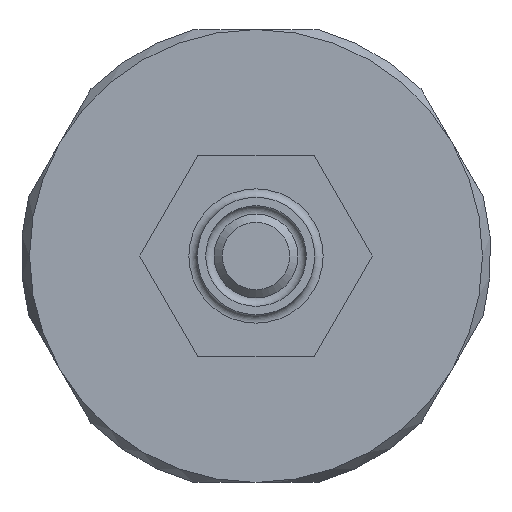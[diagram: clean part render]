
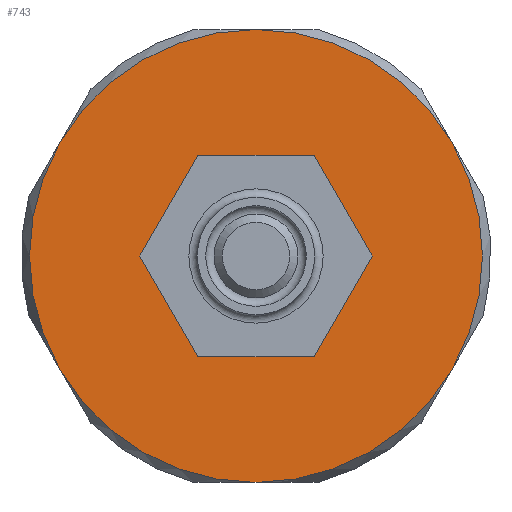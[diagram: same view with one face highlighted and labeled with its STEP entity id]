
A CAD part, left-side view. The second image highlights one B-rep face of the part: STEP entity #743.
In plain terms, the highlighted planar face has unit normal (-1, 0, 0).
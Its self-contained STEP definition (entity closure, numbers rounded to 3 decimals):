
#35=PLANE('',#840);
#58=LINE('',#1315,#88);
#62=LINE('',#1324,#92);
#65=LINE('',#1330,#95);
#68=LINE('',#1336,#98);
#71=LINE('',#1342,#101);
#73=LINE('',#1345,#103);
#88=VECTOR('',#995,1000.);
#92=VECTOR('',#1001,1000.);
#95=VECTOR('',#1006,1000.);
#98=VECTOR('',#1011,1000.);
#101=VECTOR('',#1016,1000.);
#103=VECTOR('',#1020,1000.);
#138=CIRCLE('',#810,13.5);
#139=CIRCLE('',#812,13.5);
#140=CIRCLE('',#814,13.5);
#141=CIRCLE('',#816,13.5);
#142=CIRCLE('',#818,13.5);
#143=CIRCLE('',#820,13.5);
#283=ORIENTED_EDGE('',*,*,#412,.F.);
#284=ORIENTED_EDGE('',*,*,#410,.F.);
#285=ORIENTED_EDGE('',*,*,#416,.F.);
#286=ORIENTED_EDGE('',*,*,#419,.F.);
#287=ORIENTED_EDGE('',*,*,#406,.F.);
#288=ORIENTED_EDGE('',*,*,#404,.F.);
#289=ORIENTED_EDGE('',*,*,#426,.F.);
#290=ORIENTED_EDGE('',*,*,#430,.F.);
#291=ORIENTED_EDGE('',*,*,#433,.F.);
#292=ORIENTED_EDGE('',*,*,#436,.F.);
#293=ORIENTED_EDGE('',*,*,#439,.F.);
#294=ORIENTED_EDGE('',*,*,#441,.F.);
#404=EDGE_CURVE('',#489,#488,#138,.T.);
#406=EDGE_CURVE('',#488,#490,#139,.T.);
#410=EDGE_CURVE('',#492,#491,#140,.T.);
#412=EDGE_CURVE('',#491,#489,#141,.T.);
#416=EDGE_CURVE('',#493,#492,#142,.T.);
#419=EDGE_CURVE('',#490,#493,#143,.T.);
#426=EDGE_CURVE('',#499,#501,#58,.T.);
#430=EDGE_CURVE('',#503,#499,#62,.T.);
#433=EDGE_CURVE('',#505,#503,#65,.T.);
#436=EDGE_CURVE('',#507,#505,#68,.T.);
#439=EDGE_CURVE('',#509,#507,#71,.T.);
#441=EDGE_CURVE('',#501,#509,#73,.T.);
#488=VERTEX_POINT('',#1232);
#489=VERTEX_POINT('',#1237);
#490=VERTEX_POINT('',#1245);
#491=VERTEX_POINT('',#1257);
#492=VERTEX_POINT('',#1262);
#493=VERTEX_POINT('',#1284);
#499=VERTEX_POINT('',#1313);
#501=VERTEX_POINT('',#1316);
#503=VERTEX_POINT('',#1322);
#505=VERTEX_POINT('',#1328);
#507=VERTEX_POINT('',#1334);
#509=VERTEX_POINT('',#1340);
#587=EDGE_LOOP('',(#283,#284,#285,#286,#287,#288));
#588=EDGE_LOOP('',(#289,#290,#291,#292,#293,#294));
#661=FACE_BOUND('',#587,.T.);
#662=FACE_BOUND('',#588,.T.);
#743=ADVANCED_FACE('',(#661,#662),#35,.F.);
#810=AXIS2_PLACEMENT_3D('',#1238,#952,#953);
#812=AXIS2_PLACEMENT_3D('',#1244,#956,#957);
#814=AXIS2_PLACEMENT_3D('',#1263,#960,#961);
#816=AXIS2_PLACEMENT_3D('',#1269,#964,#965);
#818=AXIS2_PLACEMENT_3D('',#1285,#968,#969);
#820=AXIS2_PLACEMENT_3D('',#1296,#972,#973);
#840=AXIS2_PLACEMENT_3D('',#1352,#1030,#1031);
#952=DIRECTION('',(1.,0.,0.));
#953=DIRECTION('',(0.,0.,-1.));
#956=DIRECTION('',(1.,0.,0.));
#957=DIRECTION('',(0.,0.,-1.));
#960=DIRECTION('',(1.,0.,0.));
#961=DIRECTION('',(0.,0.,-1.));
#964=DIRECTION('',(1.,0.,0.));
#965=DIRECTION('',(0.,0.,-1.));
#968=DIRECTION('',(1.,0.,0.));
#969=DIRECTION('',(0.,0.,-1.));
#972=DIRECTION('',(1.,0.,0.));
#973=DIRECTION('',(0.,0.,-1.));
#995=DIRECTION('',(0.,1.,0.));
#1001=DIRECTION('',(0.,0.5,0.866));
#1006=DIRECTION('',(0.,-0.5,0.866));
#1011=DIRECTION('',(0.,-1.,0.));
#1016=DIRECTION('',(0.,-0.5,-0.866));
#1020=DIRECTION('',(0.,0.5,-0.866));
#1030=DIRECTION('',(1.,0.,0.));
#1031=DIRECTION('',(0.,0.,-1.));
#1232=CARTESIAN_POINT('',(11.5,0.,13.5));
#1237=CARTESIAN_POINT('',(11.5,11.691,6.75));
#1238=CARTESIAN_POINT('',(11.5,0.,0.));
#1244=CARTESIAN_POINT('',(11.5,0.,0.));
#1245=CARTESIAN_POINT('',(11.5,-11.691,6.75));
#1257=CARTESIAN_POINT('',(11.5,11.691,-6.75));
#1262=CARTESIAN_POINT('',(11.5,0.,-13.5));
#1263=CARTESIAN_POINT('',(11.5,0.,0.));
#1269=CARTESIAN_POINT('',(11.5,0.,0.));
#1284=CARTESIAN_POINT('',(11.5,-11.691,-6.75));
#1285=CARTESIAN_POINT('',(11.5,0.,0.));
#1296=CARTESIAN_POINT('',(11.5,0.,0.));
#1313=CARTESIAN_POINT('',(11.5,-3.464,6.));
#1315=CARTESIAN_POINT('',(11.5,2.5,6.));
#1316=CARTESIAN_POINT('',(11.5,3.464,6.));
#1322=CARTESIAN_POINT('',(11.5,-6.928,0.));
#1324=CARTESIAN_POINT('',(11.5,-4.571,4.083));
#1328=CARTESIAN_POINT('',(11.5,-3.464,-6.));
#1330=CARTESIAN_POINT('',(11.5,-4.571,-4.083));
#1334=CARTESIAN_POINT('',(11.5,3.464,-6.));
#1336=CARTESIAN_POINT('',(11.5,2.5,-6.));
#1340=CARTESIAN_POINT('',(11.5,6.928,0.));
#1342=CARTESIAN_POINT('',(11.5,5.821,-1.917));
#1345=CARTESIAN_POINT('',(11.5,5.821,1.917));
#1352=CARTESIAN_POINT('',(11.5,2.5,0.));
